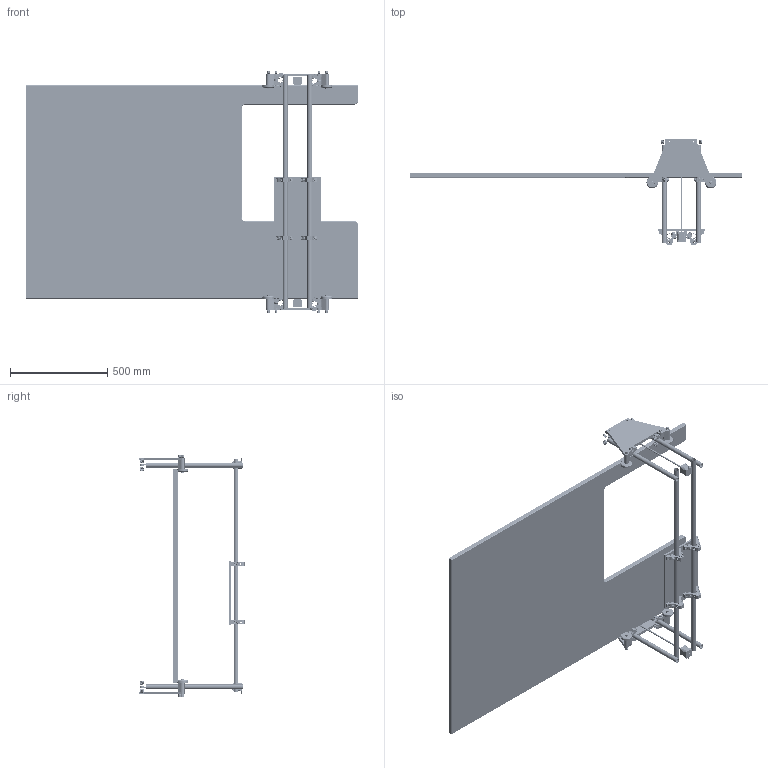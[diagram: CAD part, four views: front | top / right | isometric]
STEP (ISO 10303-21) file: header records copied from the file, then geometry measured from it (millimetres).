
FILE_DESCRIPTION(/* description */ (''),/* implementation_level */ '2;1');
FILE_NAME(/* name */ 'BasisRoboter.stp',/* time_stamp */ '2023-11-25T14:02:21+01:00',/* author */ ('danie'),/* organization */ (''),/* preprocessor_version */ 'ST-DEVELOPER v19',/* originating_system */ 'Autodesk Inventor 2023',/* authorisation */ '');
FILE_SCHEMA (('AUTOMOTIVE_DESIGN { 1 0 10303 214 3 1 1 }'));
Length unit declared in the file: millimetre
Products named in the file (27): BasisRoboter; Grundplatte; XY_Assemblie; XY_Assemblie_1; XZ; XZ_Pipe; XZ_Main; Lower_Za; Lower_Zb; XY_Plate_; YZ_Roller_Assemblie; YZ_Roller; Wheel_Assemblie; Wheel; AS 1111 - M8 x 70; AS 1111 - M8 x 90; ISO 4032 - M8; dle-la-0003_01; Y_Pipe; Slead_Assemblie; LR2_Assemblie; LR2_X_mount; ISO 8676 - M8 x 1 x 30; ISO 8674 - M8 x 1; bearing; Sleed_Plate; Belt_Stop
Assembly tree (93 placements, depth 4):
  BasisRoboter
    Grundplatte
    Y_Pipe  x2
    XY_Assemblie
      XZ  x2
      XZ_Pipe  x2
      XZ_Main
      Lower_Za
      Lower_Zb
      bearing  x6
      XY_Plate_
      YZ_Roller_Assemblie  x2
        YZ_Roller
        bearing
        ISO 8676 - M8 x 1 x 30
        ISO 8674 - M8 x 1
      Wheel_Assemblie  x2
        Wheel
        bearing
      AS 1111 - M8 x 70  x2
      ISO 4032 - M8  x8
      AS 1111 - M8 x 90  x2
      dle-la-0003_01
    XY_Assemblie_1
      XZ  x2
      XZ_Pipe  x2
      XZ_Main
      Lower_Za
      Lower_Zb
      bearing  x6
      XY_Plate_
      YZ_Roller_Assemblie  x2
        YZ_Roller
        bearing
        ISO 8676 - M8 x 1 x 30
        ISO 8674 - M8 x 1
      Wheel_Assemblie  x2
        Wheel
        bearing
      AS 1111 - M8 x 70  x2
      ISO 4032 - M8  x8
      AS 1111 - M8 x 90  x2
      dle-la-0003_01
    Slead_Assemblie
      LR2_Assemblie  x4
        LR2_X_mount
        bearing
        ISO 8676 - M8 x 1 x 30
        ISO 8674 - M8 x 1
      Sleed_Plate
    Belt_Stop
Bounding box: 1710 x 540.94 x 1250.8 mm (x, y, z)
Volume: 41490572.6 mm3; surface area: 4617713.7 mm2
Topology: 476 solids, 476 shells, 2690 faces, 6626 edges, 4444 vertices
Faces by surface type: plane 1144, cylinder 634, cone 490, sphere 308, bspline 94, torus 20
Full cylindrical faces by diameter (mm): 1 x8, 2.4 x8, 4 x8, 6.647 x16, 6.917 x16, 8 x110, 8.197 x2, 8.202 x2, 8.204 x2, 8.205 x2, 8.211 x2, 9 x4, 9.194 x2, 11.4 x88, 11.63 x16, 13 x8, 18.6 x88, 22 x50, 23 x6, 25 x6, 32 x2, 60 x4
Entity records: 13994 total; most frequent: CARTESIAN_POINT 2599, DIRECTION 2261, ORIENTED_EDGE 1912, EDGE_CURVE 956, AXIS2_PLACEMENT_3D 849, VERTEX_POINT 622, LINE 563, VECTOR 563
